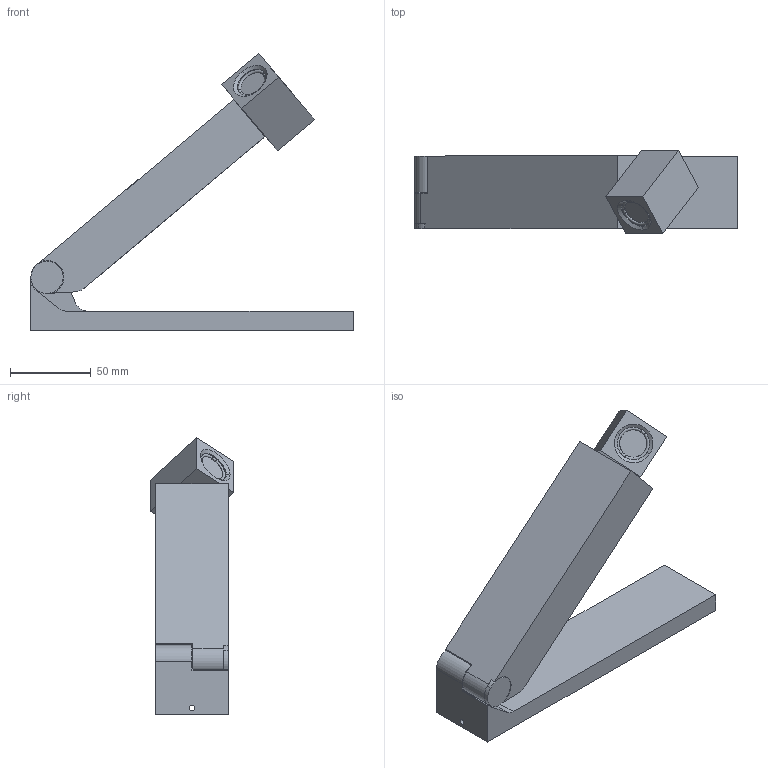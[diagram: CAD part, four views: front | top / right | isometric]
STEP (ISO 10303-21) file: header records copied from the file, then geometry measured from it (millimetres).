
FILE_DESCRIPTION (( 'STEP AP214' ), '1' );
FILE_NAME ('LWA376.STEP', '2021-12-01T09:05:35', ( 'GH' ), ( 'Microsoft' ), 'SwSTEP 2.0', 'SolidWorks 2013', '' );
FILE_SCHEMA (( 'AUTOMOTIVE_DESIGN' ));
Length unit declared in the file: millimetre
Products named in the file (12): 湮蹟簽; 源裔啣; 源腑芛; 源掛极; 源菁釱; LWA376; M3x6麥芛囀鞠褒蹟佪; ?21俋噤x2.0盄噤x?17囀噤; ?21x17x?2防水圈-黑色; XPE-17嫖埭+蹟佪+D20芵噩; 灞伬XPE45僅19.8x13紩薜芵噩; M8 PVC菜え
Assembly tree (13 placements, depth 3):
  LWA376
    源菁釱
    源掛极
    源腑芛
    湮蹟簽
    源裔啣
    M8 PVC菜え
    XPE-17嫖埭+蹟佪+D20芵噩
      灞伬XPE45僅19.8x13紩薜芵噩
      ?21x17x?2防水圈-黑色
    ?21俋噤x2.0盄噤x?17囀噤
    M3x6麥芛囀鞠褒蹟佪  x3
Bounding box: 200 x 51.91 x 171.89 mm (x, y, z)
Volume: 180414 mm3; surface area: 92337.4 mm2
Topology: 12 solids, 12 shells, 247 faces, 582 edges, 370 vertices
Faces by surface type: cylinder 105, plane 96, cone 28, torus 18
Entity records: 7098 total; most frequent: CARTESIAN_POINT 1455, DIRECTION 1174, ORIENTED_EDGE 1008, EDGE_CURVE 504, AXIS2_PLACEMENT_3D 465, VERTEX_POINT 326, EDGE_LOOP 260, LINE 244
